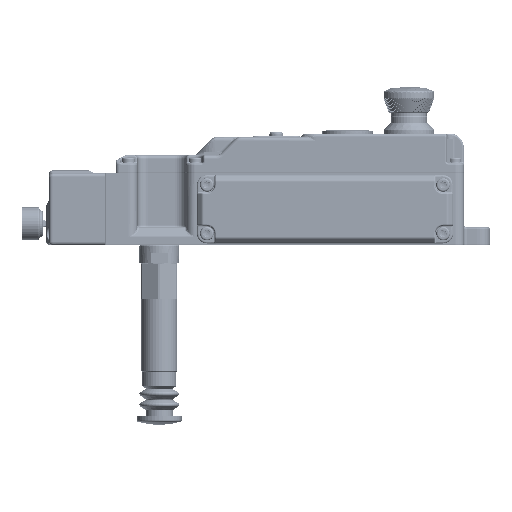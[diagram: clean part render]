
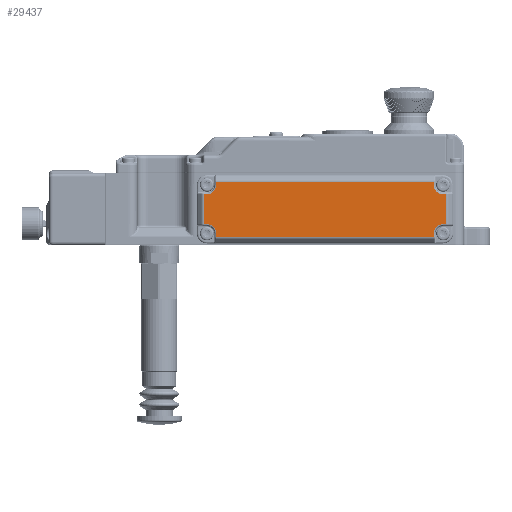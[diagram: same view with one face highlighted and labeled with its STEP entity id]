
A CAD part, left-side view. The second image highlights one B-rep face of the part: STEP entity #29437.
In plain terms, the highlighted planar face has unit normal (-1, 0, 0).
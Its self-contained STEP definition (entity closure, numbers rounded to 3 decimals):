
#1124 = LINE ( 'NONE', #34086, #27677 ) ;
#1384 = ORIENTED_EDGE ( 'NONE', *, *, #51148, .T. ) ;
#3200 = LINE ( 'NONE', #118510, #54824 ) ;
#3495 = VERTEX_POINT ( 'NONE', #121668 ) ;
#3950 = DIRECTION ( 'NONE',  ( 0., 0., 1. ) ) ;
#6059 = VERTEX_POINT ( 'NONE', #82873 ) ;
#7179 = AXIS2_PLACEMENT_3D ( 'NONE', #24936, #105076, #69130 ) ;
#9017 = VERTEX_POINT ( 'NONE', #65875 ) ;
#9184 = AXIS2_PLACEMENT_3D ( 'NONE', #129173, #37072, #14632 ) ;
#9488 = VECTOR ( 'NONE', #98906, 1000. ) ;
#10465 = VERTEX_POINT ( 'NONE', #132547 ) ;
#11290 = LINE ( 'NONE', #22548, #50892 ) ;
#11666 = CARTESIAN_POINT ( 'NONE',  ( -57.5, 31.985, 2.5 ) ) ;
#11767 = ORIENTED_EDGE ( 'NONE', *, *, #78919, .T. ) ;
#11915 = EDGE_CURVE ( 'NONE', #64615, #10465, #108784, .T. ) ;
#14632 = DIRECTION ( 'NONE',  ( 0., 0., -1. ) ) ;
#16980 = VERTEX_POINT ( 'NONE', #57252 ) ;
#19590 = DIRECTION ( 'NONE',  ( 0., 1., 0. ) ) ;
#22548 = CARTESIAN_POINT ( 'NONE',  ( -57.5, 31.985, -26.172 ) ) ;
#22605 = EDGE_CURVE ( 'NONE', #52297, #6059, #42822, .T. ) ;
#22614 = AXIS2_PLACEMENT_3D ( 'NONE', #77606, #55136, #66346 ) ;
#24255 = LINE ( 'NONE', #91658, #89057 ) ;
#24936 = CARTESIAN_POINT ( 'NONE',  ( -57.5, -93.815, 2.5 ) ) ;
#27407 = EDGE_CURVE ( 'NONE', #115531, #147700, #36192, .T. ) ;
#27677 = VECTOR ( 'NONE', #137418, 1000. ) ;
#29082 = ORIENTED_EDGE ( 'NONE', *, *, #121377, .T. ) ;
#29437 = ADVANCED_FACE ( 'NONE', ( #146993 ), #79655, .T. ) ;
#31080 = CARTESIAN_POINT ( 'NONE',  ( -57.5, -93.815, 2.5 ) ) ;
#31241 = CARTESIAN_POINT ( 'NONE',  ( -57.5, 31.985, -26.172 ) ) ;
#31561 = EDGE_CURVE ( 'NONE', #105561, #52297, #24255, .T. ) ;
#31592 = CARTESIAN_POINT ( 'NONE',  ( -57.5, -88.615, -24.5 ) ) ;
#32940 = LINE ( 'NONE', #88380, #9488 ) ;
#34086 = CARTESIAN_POINT ( 'NONE',  ( -57.5, -88.615, -24.5 ) ) ;
#34572 = ORIENTED_EDGE ( 'NONE', *, *, #27407, .T. ) ;
#34657 = VECTOR ( 'NONE', #40636, 1000. ) ;
#36192 = LINE ( 'NONE', #48194, #75840 ) ;
#37072 = DIRECTION ( 'NONE',  ( 1., 0., 0. ) ) ;
#38173 = VERTEX_POINT ( 'NONE', #31592 ) ;
#40351 = DIRECTION ( 'NONE',  ( 0., 0., 1. ) ) ;
#40636 = DIRECTION ( 'NONE',  ( 0., -1., 0. ) ) ;
#41018 = ORIENTED_EDGE ( 'NONE', *, *, #100908, .T. ) ;
#42822 = CIRCLE ( 'NONE', #50001, 5.2 ) ;
#46069 = ORIENTED_EDGE ( 'NONE', *, *, #50887, .T. ) ;
#48194 = CARTESIAN_POINT ( 'NONE',  ( -57.5, 37.185, -19.3 ) ) ;
#48792 = CIRCLE ( 'NONE', #132455, 5.2 ) ;
#50001 = AXIS2_PLACEMENT_3D ( 'NONE', #31080, #65490, #111180 ) ;
#50887 = EDGE_CURVE ( 'NONE', #147441, #64615, #11290, .T. ) ;
#50892 = VECTOR ( 'NONE', #101916, 1000. ) ;
#51072 = VECTOR ( 'NONE', #92137, 1000. ) ;
#51148 = EDGE_CURVE ( 'NONE', #38173, #9017, #77639, .T. ) ;
#52297 = VERTEX_POINT ( 'NONE', #93809 ) ;
#54824 = VECTOR ( 'NONE', #3950, 1000. ) ;
#55136 = DIRECTION ( 'NONE',  ( 1., 0., 0. ) ) ;
#57252 = CARTESIAN_POINT ( 'NONE',  ( -57.5, -88.615, 4.172 ) ) ;
#59759 = VECTOR ( 'NONE', #126962, 1000. ) ;
#60300 = CARTESIAN_POINT ( 'NONE',  ( -57.5, 38.856, -19.3 ) ) ;
#60625 = LINE ( 'NONE', #80905, #51072 ) ;
#64187 = EDGE_CURVE ( 'NONE', #96520, #115531, #110784, .T. ) ;
#64615 = VERTEX_POINT ( 'NONE', #31241 ) ;
#65490 = DIRECTION ( 'NONE',  ( 1., 0., 0. ) ) ;
#65875 = CARTESIAN_POINT ( 'NONE',  ( -57.5, -93.815, -19.3 ) ) ;
#66346 = DIRECTION ( 'NONE',  ( 0., 0., -1. ) ) ;
#67890 = ORIENTED_EDGE ( 'NONE', *, *, #130693, .T. ) ;
#68955 = CIRCLE ( 'NONE', #9184, 5.2 ) ;
#69130 = DIRECTION ( 'NONE',  ( 0., 0., 1. ) ) ;
#69623 = VERTEX_POINT ( 'NONE', #89690 ) ;
#74191 = VECTOR ( 'NONE', #40351, 1000. ) ;
#74887 = DIRECTION ( 'NONE',  ( 0., 0., -1. ) ) ;
#75014 = CARTESIAN_POINT ( 'NONE',  ( -57.5, 38.856, -2.7 ) ) ;
#75138 = ORIENTED_EDGE ( 'NONE', *, *, #11915, .T. ) ;
#75560 = CARTESIAN_POINT ( 'NONE',  ( -57.5, 37.185, -19.3 ) ) ;
#75840 = VECTOR ( 'NONE', #94599, 1000. ) ;
#77606 = CARTESIAN_POINT ( 'NONE',  ( -57.5, -93.815, -24.5 ) ) ;
#77639 = CIRCLE ( 'NONE', #22614, 5.2 ) ;
#78919 = EDGE_CURVE ( 'NONE', #147700, #147441, #68955, .T. ) ;
#79226 = DIRECTION ( 'NONE',  ( 1., 0., 0. ) ) ;
#79655 = PLANE ( 'NONE',  #7179 ) ;
#79665 = VECTOR ( 'NONE', #74887, 1000. ) ;
#80905 = CARTESIAN_POINT ( 'NONE',  ( -57.5, -93.815, 4.172 ) ) ;
#81074 = CARTESIAN_POINT ( 'NONE',  ( -57.5, -95.487, -2.7 ) ) ;
#81981 = EDGE_CURVE ( 'NONE', #16980, #69623, #60625, .T. ) ;
#82224 = VERTEX_POINT ( 'NONE', #101713 ) ;
#82452 = ORIENTED_EDGE ( 'NONE', *, *, #81981, .T. ) ;
#82873 = CARTESIAN_POINT ( 'NONE',  ( -57.5, -88.615, 2.5 ) ) ;
#88380 = CARTESIAN_POINT ( 'NONE',  ( -57.5, -95.487, -19.3 ) ) ;
#89057 = VECTOR ( 'NONE', #92386, 1000. ) ;
#89337 = CARTESIAN_POINT ( 'NONE',  ( -57.5, 31.985, 2.5 ) ) ;
#89690 = CARTESIAN_POINT ( 'NONE',  ( -57.5, 31.985, 4.172 ) ) ;
#90312 = LINE ( 'NONE', #11666, #59759 ) ;
#90851 = CARTESIAN_POINT ( 'NONE',  ( -57.5, 38.856, -2.7 ) ) ;
#91658 = CARTESIAN_POINT ( 'NONE',  ( -57.5, -93.815, -2.7 ) ) ;
#92137 = DIRECTION ( 'NONE',  ( 0., 1., 0. ) ) ;
#92386 = DIRECTION ( 'NONE',  ( 0., 1., 0. ) ) ;
#93809 = CARTESIAN_POINT ( 'NONE',  ( -57.5, -93.815, -2.7 ) ) ;
#94599 = DIRECTION ( 'NONE',  ( 0., -1., 0. ) ) ;
#96520 = VERTEX_POINT ( 'NONE', #90851 ) ;
#98748 = LINE ( 'NONE', #133165, #74191 ) ;
#98906 = DIRECTION ( 'NONE',  ( 0., -1., 0. ) ) ;
#100418 = LINE ( 'NONE', #75014, #130074 ) ;
#100908 = EDGE_CURVE ( 'NONE', #10465, #38173, #1124, .T. ) ;
#100941 = CARTESIAN_POINT ( 'NONE',  ( -57.5, 37.185, 2.5 ) ) ;
#101713 = CARTESIAN_POINT ( 'NONE',  ( -57.5, 37.185, -2.7 ) ) ;
#101916 = DIRECTION ( 'NONE',  ( 0., 0., -1. ) ) ;
#105076 = DIRECTION ( 'NONE',  ( -1., 0., 0. ) ) ;
#105561 = VERTEX_POINT ( 'NONE', #81074 ) ;
#105734 = ORIENTED_EDGE ( 'NONE', *, *, #141059, .T. ) ;
#108784 = LINE ( 'NONE', #132696, #34657 ) ;
#110784 = LINE ( 'NONE', #111495, #79665 ) ;
#111180 = DIRECTION ( 'NONE',  ( 0., 0., -1. ) ) ;
#111495 = CARTESIAN_POINT ( 'NONE',  ( -57.5, 38.856, 2.5 ) ) ;
#115531 = VERTEX_POINT ( 'NONE', #60300 ) ;
#117872 = ORIENTED_EDGE ( 'NONE', *, *, #148111, .T. ) ;
#118510 = CARTESIAN_POINT ( 'NONE',  ( -57.5, -88.615, 4.172 ) ) ;
#118607 = VERTEX_POINT ( 'NONE', #89337 ) ;
#121377 = EDGE_CURVE ( 'NONE', #118607, #82224, #48792, .T. ) ;
#121668 = CARTESIAN_POINT ( 'NONE',  ( -57.5, -95.487, -19.3 ) ) ;
#121999 = ORIENTED_EDGE ( 'NONE', *, *, #31561, .T. ) ;
#122242 = ORIENTED_EDGE ( 'NONE', *, *, #22605, .T. ) ;
#126962 = DIRECTION ( 'NONE',  ( 0., 0., -1. ) ) ;
#128646 = EDGE_CURVE ( 'NONE', #6059, #16980, #3200, .T. ) ;
#128914 = EDGE_LOOP ( 'NONE', ( #122242, #139108, #82452, #117872, #29082, #139992, #148024, #34572, #11767, #46069, #75138, #41018, #1384, #105734, #67890, #121999 ) ) ;
#129173 = CARTESIAN_POINT ( 'NONE',  ( -57.5, 37.185, -24.5 ) ) ;
#130074 = VECTOR ( 'NONE', #19590, 1000. ) ;
#130693 = EDGE_CURVE ( 'NONE', #3495, #105561, #98748, .T. ) ;
#132455 = AXIS2_PLACEMENT_3D ( 'NONE', #100941, #79226, #138325 ) ;
#132547 = CARTESIAN_POINT ( 'NONE',  ( -57.5, -88.615, -26.172 ) ) ;
#132696 = CARTESIAN_POINT ( 'NONE',  ( -57.5, -93.815, -26.172 ) ) ;
#132811 = CARTESIAN_POINT ( 'NONE',  ( -57.5, 31.985, -24.5 ) ) ;
#133165 = CARTESIAN_POINT ( 'NONE',  ( -57.5, -95.487, 2.5 ) ) ;
#133571 = EDGE_CURVE ( 'NONE', #82224, #96520, #100418, .T. ) ;
#137418 = DIRECTION ( 'NONE',  ( 0., 0., 1. ) ) ;
#138325 = DIRECTION ( 'NONE',  ( 0., 0., -1. ) ) ;
#139108 = ORIENTED_EDGE ( 'NONE', *, *, #128646, .T. ) ;
#139992 = ORIENTED_EDGE ( 'NONE', *, *, #133571, .T. ) ;
#141059 = EDGE_CURVE ( 'NONE', #9017, #3495, #32940, .T. ) ;
#146993 = FACE_OUTER_BOUND ( 'NONE', #128914, .T. ) ;
#147441 = VERTEX_POINT ( 'NONE', #132811 ) ;
#147700 = VERTEX_POINT ( 'NONE', #75560 ) ;
#148024 = ORIENTED_EDGE ( 'NONE', *, *, #64187, .T. ) ;
#148111 = EDGE_CURVE ( 'NONE', #69623, #118607, #90312, .T. ) ;
